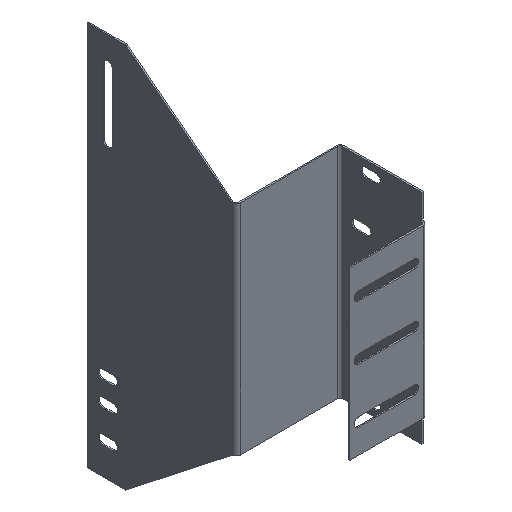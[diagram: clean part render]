
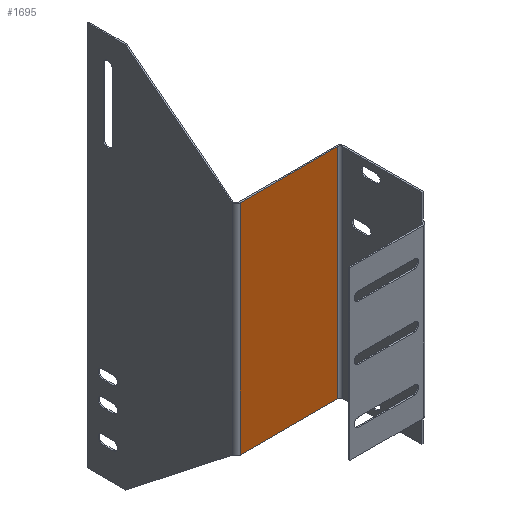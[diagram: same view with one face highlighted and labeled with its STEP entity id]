
A CAD part, isometric view. The second image highlights one B-rep face of the part: STEP entity #1695.
In plain terms, the highlighted planar face has unit normal (0, -1, 0).
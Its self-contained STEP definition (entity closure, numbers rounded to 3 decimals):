
#51 = AXIS2_PLACEMENT_3D ( 'NONE', #838, #1815, #1250 ) ;
#63 = LINE ( 'NONE', #1546, #81 ) ;
#80 = EDGE_CURVE ( 'NONE', #2108, #259, #635, .T. ) ;
#81 = VECTOR ( 'NONE', #625, 1000. ) ;
#84 = CARTESIAN_POINT ( 'NONE',  ( 57., 66.5, 150. ) ) ;
#125 = ORIENTED_EDGE ( 'NONE', *, *, #938, .F. ) ;
#182 = ORIENTED_EDGE ( 'NONE', *, *, #786, .F. ) ;
#259 = VERTEX_POINT ( 'NONE', #1024 ) ;
#467 = CARTESIAN_POINT ( 'NONE',  ( 60., 66.5, -85. ) ) ;
#503 = EDGE_CURVE ( 'NONE', #2354, #877, #63, .T. ) ;
#552 = VECTOR ( 'NONE', #2143, 1000. ) ;
#625 = DIRECTION ( 'NONE',  ( 0., 0., -1. ) ) ;
#635 = LINE ( 'NONE', #84, #2023 ) ;
#786 = EDGE_CURVE ( 'NONE', #2354, #2108, #822, .T. ) ;
#822 = LINE ( 'NONE', #1575, #552 ) ;
#838 = CARTESIAN_POINT ( 'NONE',  ( 60., 66.5, 150. ) ) ;
#877 = VERTEX_POINT ( 'NONE', #2031 ) ;
#888 = ORIENTED_EDGE ( 'NONE', *, *, #503, .T. ) ;
#938 = EDGE_CURVE ( 'NONE', #259, #877, #1626, .T. ) ;
#1024 = CARTESIAN_POINT ( 'NONE',  ( 57., 66.5, -85. ) ) ;
#1046 = CARTESIAN_POINT ( 'NONE',  ( -19., 66.5, 85. ) ) ;
#1217 = PLANE ( 'NONE',  #51 ) ;
#1250 = DIRECTION ( 'NONE',  ( 1., 0., 0. ) ) ;
#1273 = VECTOR ( 'NONE', #2374, 1000. ) ;
#1401 = ORIENTED_EDGE ( 'NONE', *, *, #80, .F. ) ;
#1546 = CARTESIAN_POINT ( 'NONE',  ( -19., 66.5, 150. ) ) ;
#1575 = CARTESIAN_POINT ( 'NONE',  ( 60., 66.5, 85. ) ) ;
#1626 = LINE ( 'NONE', #467, #1273 ) ;
#1695 = ADVANCED_FACE ( 'NONE', ( #1805 ), #1217, .T. ) ;
#1805 = FACE_OUTER_BOUND ( 'NONE', #2400, .T. ) ;
#1815 = DIRECTION ( 'NONE',  ( 0., -1., 0. ) ) ;
#1973 = DIRECTION ( 'NONE',  ( 0., 0., -1. ) ) ;
#2015 = CARTESIAN_POINT ( 'NONE',  ( 57., 66.5, 85. ) ) ;
#2023 = VECTOR ( 'NONE', #1973, 1000. ) ;
#2031 = CARTESIAN_POINT ( 'NONE',  ( -19., 66.5, -85. ) ) ;
#2108 = VERTEX_POINT ( 'NONE', #2015 ) ;
#2143 = DIRECTION ( 'NONE',  ( 1., 0., 0. ) ) ;
#2354 = VERTEX_POINT ( 'NONE', #1046 ) ;
#2374 = DIRECTION ( 'NONE',  ( -1., 0., 0. ) ) ;
#2400 = EDGE_LOOP ( 'NONE', ( #1401, #182, #888, #125 ) ) ;
